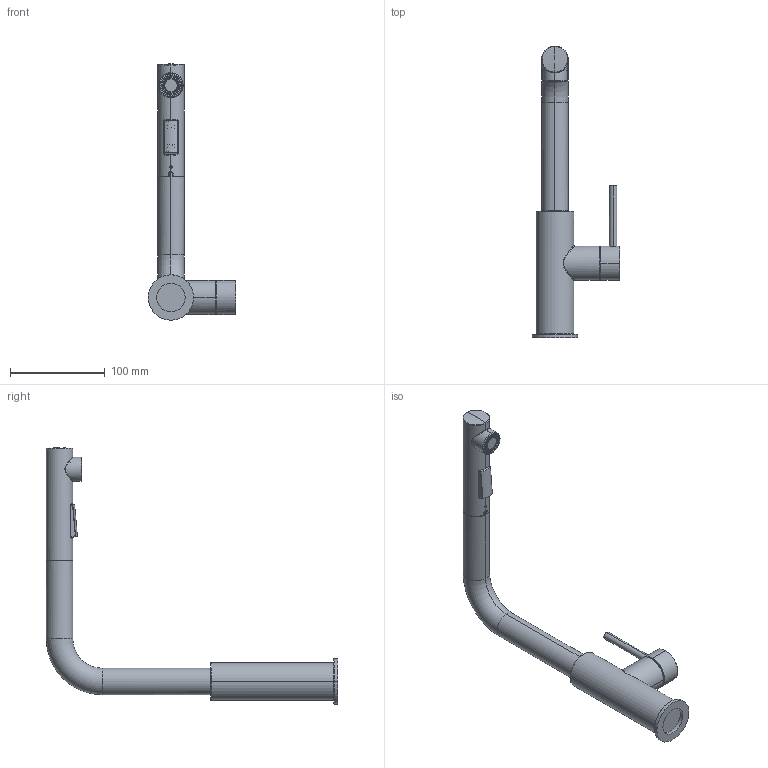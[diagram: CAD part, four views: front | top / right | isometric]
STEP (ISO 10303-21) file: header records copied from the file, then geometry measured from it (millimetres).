
FILE_DESCRIPTION(('STEP AP242'),'1');
FILE_NAME('Namor 4.stp','2024-04-12T10:00:31',(' '),(' '),'Spatial InterOp 3D',' ',' ');
FILE_SCHEMA(('AP242_MANAGED_MODEL_BASED_3D_ENGINEERING_MIM_LF {1 0 10303 442 1 1 4}'));
Length unit declared in the file: millimetre
Products named in the file (2): Namor 4; ASSEM1
Assembly tree (1 placements, depth 2):
  Namor 4
    ASSEM1
Bounding box: 92.51 x 308 x 271 mm (x, y, z)
Volume: 404133 mm3; surface area: 80082.4 mm2
Topology: 18 solids, 25 shells, 743 faces, 1994 edges, 1311 vertices
Faces by surface type: cylinder 276, plane 243, cone 90, torus 83, bspline 41, sphere 10
Entity records: 29720 total; most frequent: CARTESIAN_POINT 12149, ORIENTED_EDGE 3924, DIRECTION 3198, EDGE_CURVE 1986, VERTEX_POINT 1311, AXIS2_PLACEMENT_3D 1204, EDGE_LOOP 817, LINE 790
